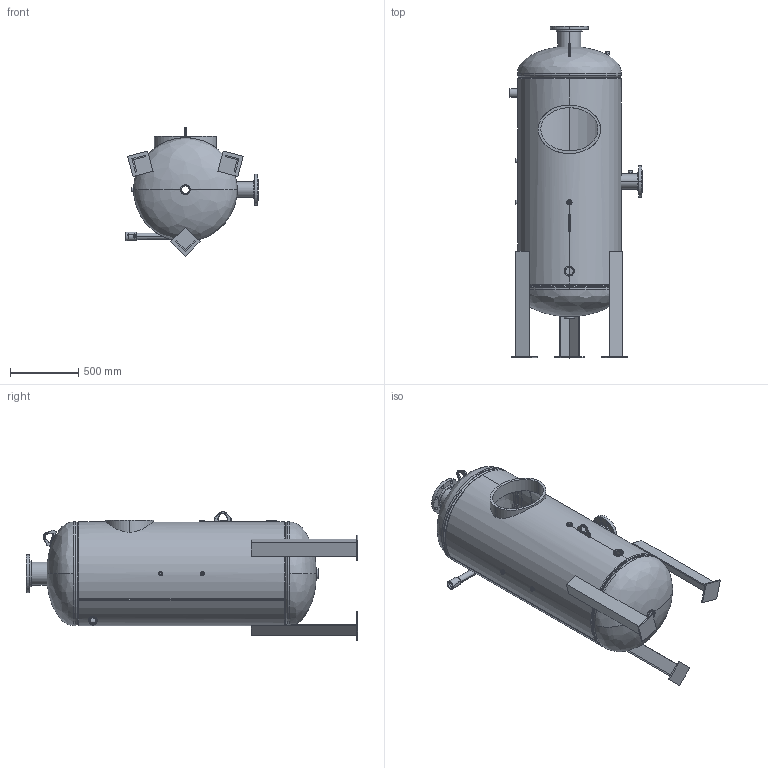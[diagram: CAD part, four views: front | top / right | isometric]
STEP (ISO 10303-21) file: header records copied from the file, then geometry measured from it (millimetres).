
FILE_DESCRIPTION (( 'STEP AP203' ), '1' );
FILE_NAME ('BDT-154.STEP', '2021-03-15T18:45:16', ( '' ), ( '' ), 'SwSTEP 2.0', 'SolidWorks 2021', '' );
FILE_SCHEMA (( 'CONFIG_CONTROL_DESIGN' ));
Length unit declared in the file: inch
Products named in the file (22): 9500030; Couplings_9500565; 9400542; 99T0101; 99B3765; 9100321_30.5; 9301090_25; 99P4273_5081T63; Couplings_9500557; Manways_9700035; 9200211; SORF FLANGES ASME B16.5_6 150# SA-105; 9421170; 9500040; 9301090_6.75; SORF FLANGES ASME B16.5_4 150# SA-105; 99M1648; BDT-154; Couplings_9500556; 9500080; 9301110_6.75
Assembly tree (28 placements, depth 2):
  BDT-154
    99B3765
    9200211
    9200211
    99M1648
    9500030  x2
    Couplings_9500556
    Couplings_9500557
    9500040
    9500080  x2
    Couplings_9500565
    99P4273_5081T63
    9301090_6.75
    9301090_25
    9301110_6.75
    9421170
    Manways_9700035
    SORF FLANGES ASME B16.5_4 150# SA-105
    SORF FLANGES ASME B16.5_6 150# SA-105
    9400542  x2
    9100321_30.5  x3
    99T0101  x3
Bounding box: 969.96 x 2437.7 x 946.33 mm (x, y, z)
Volume: 59173341.9 mm3; surface area: 12839725.2 mm2
Topology: 28 solids, 28 shells, 559 faces, 1268 edges, 770 vertices
Faces by surface type: cylinder 200, cone 134, plane 127, torus 60, bspline 38
Entity records: 23229 total; most frequent: CARTESIAN_POINT 10368, DIRECTION 2288, ORIENTED_EDGE 2040, EDGE_CURVE 1020, AXIS2_PLACEMENT_3D 950, VERTEX_POINT 618, EDGE_LOOP 532, CIRCLE 512
